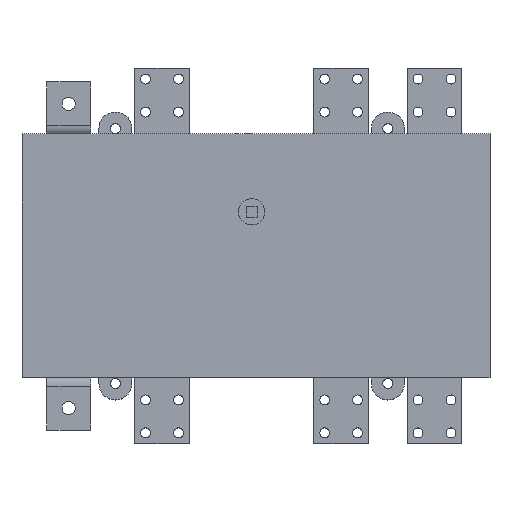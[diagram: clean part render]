
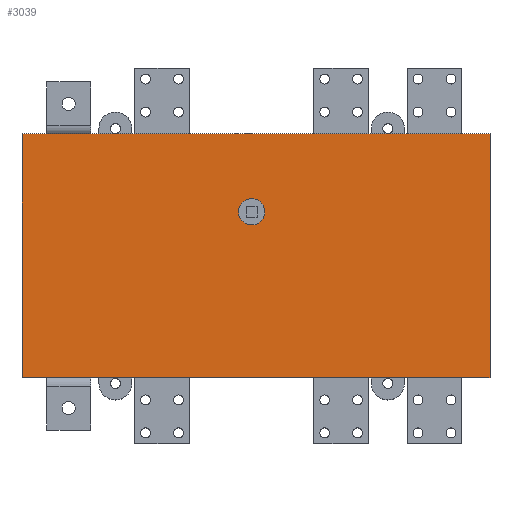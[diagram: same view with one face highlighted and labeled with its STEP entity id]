
A CAD part, top view. The second image highlights one B-rep face of the part: STEP entity #3039.
In plain terms, the highlighted planar face has unit normal (0, 0, 1).
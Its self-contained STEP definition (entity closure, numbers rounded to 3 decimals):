
#45=FACE_BOUND('',#482,.T.);
#238=FACE_OUTER_BOUND('',#481,.T.);
#481=EDGE_LOOP('',(#1959,#1960,#1961,#1962));
#482=EDGE_LOOP('',(#1963));
#825=VERTEX_POINT('',#23940);
#826=VERTEX_POINT('',#23942);
#827=VERTEX_POINT('',#23946);
#832=VERTEX_POINT('',#23959);
#833=VERTEX_POINT('',#23965);
#1256=EDGE_CURVE('',#825,#826,#5562,.T.);
#1259=EDGE_CURVE('',#827,#825,#5565,.T.);
#1265=EDGE_CURVE('',#832,#827,#5571,.T.);
#1266=EDGE_CURVE('',#826,#832,#5572,.T.);
#1267=EDGE_CURVE('',#833,#833,#13071,.T.);
#1959=ORIENTED_EDGE('',*,*,#1259,.F.);
#1960=ORIENTED_EDGE('',*,*,#1265,.F.);
#1961=ORIENTED_EDGE('',*,*,#1266,.F.);
#1962=ORIENTED_EDGE('',*,*,#1256,.F.);
#1963=ORIENTED_EDGE('',*,*,#1267,.T.);
#2866=PLANE('',#13254);
#3039=ADVANCED_FACE('',(#238,#45),#2866,.T.);
#5562=LINE('',#23943,#8226);
#5565=LINE('',#23948,#8229);
#5571=LINE('',#23961,#8235);
#5572=LINE('',#23963,#8236);
#8226=VECTOR('',#16012,10.);
#8229=VECTOR('',#16017,10.);
#8235=VECTOR('',#16027,10.);
#8236=VECTOR('',#16030,10.);
#13071=CIRCLE('',#13255,12.);
#13254=AXIS2_PLACEMENT_3D('',#23964,#16031,#16032);
#13255=AXIS2_PLACEMENT_3D('',#23966,#16033,#16034);
#16012=DIRECTION('',(1.,0.,0.));
#16017=DIRECTION('',(0.,1.,0.));
#16027=DIRECTION('',(-1.,0.,0.));
#16030=DIRECTION('',(0.,-1.,0.));
#16031=DIRECTION('center_axis',(0.,0.,
1.));
#16032=DIRECTION('ref_axis',(1.,0.,0.));
#16033=DIRECTION('center_axis',(0.,0.,
-1.));
#16034=DIRECTION('ref_axis',(-1.,0.,0.));
#23940=CARTESIAN_POINT('',(-2.,111.,202.5));
#23942=CARTESIAN_POINT('',(424.,111.,202.5));
#23943=CARTESIAN_POINT('',(424.,111.,202.5));
#23946=CARTESIAN_POINT('',(-2.,-111.,202.5));
#23948=CARTESIAN_POINT('',(-2.,111.,202.5));
#23959=CARTESIAN_POINT('',(424.,-111.,202.5));
#23961=CARTESIAN_POINT('',(-2.,-111.,202.5));
#23963=CARTESIAN_POINT('',(424.,-111.,202.5));
#23964=CARTESIAN_POINT('Origin',(211.,0.,202.5));
#23965=CARTESIAN_POINT('',(219.,40.,202.5));
#23966=CARTESIAN_POINT('Origin',(207.,40.,202.5));
